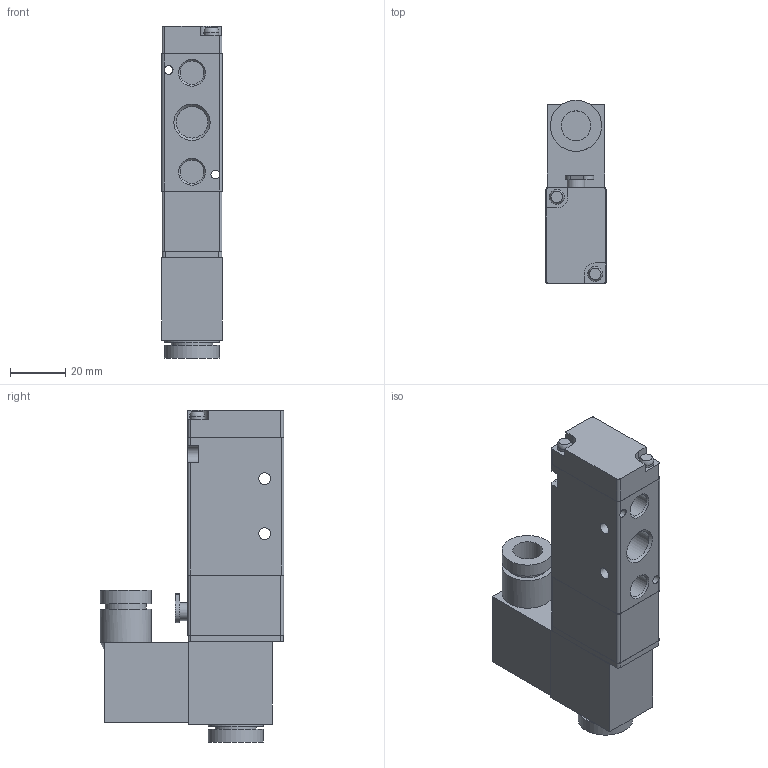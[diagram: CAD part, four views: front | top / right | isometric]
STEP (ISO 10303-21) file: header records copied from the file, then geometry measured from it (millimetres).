
FILE_DESCRIPTION(/* description */ ('STEP AP203'),/* implementation_level */ '2;1');
FILE_NAME(/* name */ 'RV5221-08QE2',/* time_stamp */ '2024-05-09T18:30:02+02:00',/* author */ ('License CC BY-ND 4.0'),/* organization */ ('CADENAS'),/* preprocessor_version */ 'ST-DEVELOPER v19.3',/* originating_system */ 'PARTsolutions',/* authorisation */ ' ');
FILE_SCHEMA (('CONFIG_CONTROL_DESIGN'));
Length unit declared in the file: millimetre
Products named in the file (1): RV5221-08QE2
Bounding box: 22 x 66.8 x 120.7 mm (x, y, z)
Volume: 102464.3 mm3; surface area: 22814.7 mm2
Topology: 1 solids, 1 shells, 115 faces, 277 edges, 181 vertices
Faces by surface type: plane 64, cylinder 43, cone 6, sphere 2
Full cylindrical faces by diameter (mm): 3.2 x2, 4.3 x2, 5.4 x2, 6.5 x1, 8.566 x2, 10.8 x1, 11.445 x3, 15 x2, 18.6 x2, 20 x2
Entity records: 3238 total; most frequent: DIRECTION 571, CARTESIAN_POINT 552, ORIENTED_EDGE 492, EDGE_CURVE 246, AXIS2_PLACEMENT_3D 212, VERTEX_POINT 176, EDGE_LOOP 166, FACE_BOUND 166
